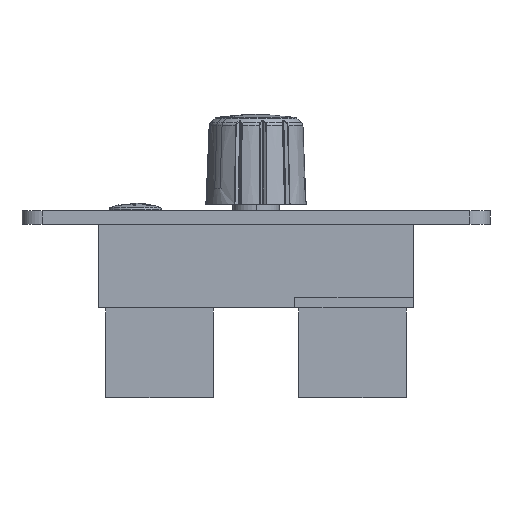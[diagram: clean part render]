
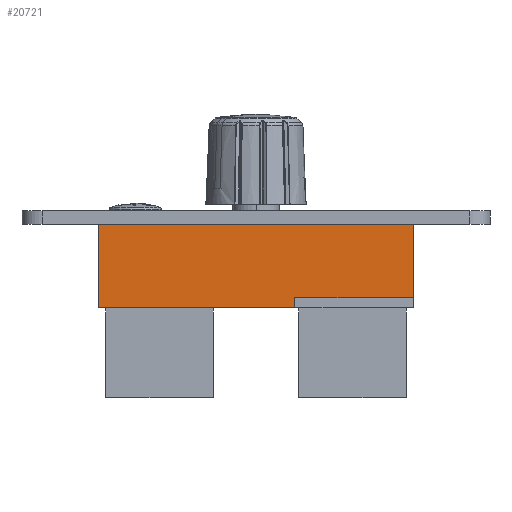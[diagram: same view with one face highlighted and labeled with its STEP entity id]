
A CAD part, front view. The second image highlights one B-rep face of the part: STEP entity #20721.
In plain terms, the highlighted planar face has unit normal (0, -1, 0).
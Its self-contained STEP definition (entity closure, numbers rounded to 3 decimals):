
#414 = DIRECTION ( 'NONE',  ( 0., 0., 1. ) ) ;
#1761 = VERTEX_POINT ( 'NONE', #26302 ) ;
#2028 = CARTESIAN_POINT ( 'NONE',  ( 23.5, -31.5, 0. ) ) ;
#2810 = DIRECTION ( 'NONE',  ( 1., 0., 0. ) ) ;
#4644 = EDGE_CURVE ( 'NONE', #33499, #21289, #7008, .T. ) ;
#5590 = VECTOR ( 'NONE', #14490, 1000. ) ;
#6298 = ORIENTED_EDGE ( 'NONE', *, *, #4644, .T. ) ;
#7008 = LINE ( 'NONE', #16753, #23257 ) ;
#7089 = VECTOR ( 'NONE', #32481, 1000. ) ;
#7150 = ORIENTED_EDGE ( 'NONE', *, *, #29064, .T. ) ;
#7793 = ORIENTED_EDGE ( 'NONE', *, *, #29497, .T. ) ;
#10211 = DIRECTION ( 'NONE',  ( 0., 0., 1. ) ) ;
#10303 = CARTESIAN_POINT ( 'NONE',  ( 23.5, -31.5, -84.119 ) ) ;
#11881 = VERTEX_POINT ( 'NONE', #33306 ) ;
#11948 = ORIENTED_EDGE ( 'NONE', *, *, #28750, .T. ) ;
#12270 = PLANE ( 'NONE',  #13559 ) ;
#12425 = DIRECTION ( 'NONE',  ( 0., 1., 0. ) ) ;
#13046 = EDGE_CURVE ( 'NONE', #1761, #11881, #26912, .T. ) ;
#13559 = AXIS2_PLACEMENT_3D ( 'NONE', #22628, #12425, #10211 ) ;
#13743 = CARTESIAN_POINT ( 'NONE',  ( 23.5, -31.5, -12.5 ) ) ;
#14490 = DIRECTION ( 'NONE',  ( -1., 0., 0. ) ) ;
#14972 = FACE_OUTER_BOUND ( 'NONE', #25779, .T. ) ;
#15564 = DIRECTION ( 'NONE',  ( 0., 0., 1. ) ) ;
#16753 = CARTESIAN_POINT ( 'NONE',  ( 23.5, -31.5, -11. ) ) ;
#18570 = EDGE_CURVE ( 'NONE', #21289, #18864, #23225, .T. ) ;
#18864 = VERTEX_POINT ( 'NONE', #24901 ) ;
#19006 = LINE ( 'NONE', #13743, #30024 ) ;
#19634 = VECTOR ( 'NONE', #414, 1000. ) ;
#19840 = CARTESIAN_POINT ( 'NONE',  ( 5.783, -31.5, -12.5 ) ) ;
#20436 = ORIENTED_EDGE ( 'NONE', *, *, #13046, .F. ) ;
#20721 = ADVANCED_FACE ( 'NONE', ( #14972 ), #12270, .F. ) ;
#21289 = VERTEX_POINT ( 'NONE', #25042 ) ;
#22100 = CARTESIAN_POINT ( 'NONE',  ( -23.5, -31.5, -84.119 ) ) ;
#22628 = CARTESIAN_POINT ( 'NONE',  ( 23.5, -31.5, -84.119 ) ) ;
#23181 = VECTOR ( 'NONE', #15564, 1000. ) ;
#23225 = LINE ( 'NONE', #10303, #23181 ) ;
#23257 = VECTOR ( 'NONE', #27828, 1000. ) ;
#23640 = CARTESIAN_POINT ( 'NONE',  ( 5.783, -31.5, -12.5 ) ) ;
#24901 = CARTESIAN_POINT ( 'NONE',  ( 23.5, -31.5, 0. ) ) ;
#25042 = CARTESIAN_POINT ( 'NONE',  ( 23.5, -31.5, -11. ) ) ;
#25779 = EDGE_LOOP ( 'NONE', ( #11948, #7793, #6298, #26009, #7150, #20436 ) ) ;
#26009 = ORIENTED_EDGE ( 'NONE', *, *, #18570, .T. ) ;
#26302 = CARTESIAN_POINT ( 'NONE',  ( -23.5, -31.5, -12.5 ) ) ;
#26371 = LINE ( 'NONE', #23640, #19634 ) ;
#26464 = CARTESIAN_POINT ( 'NONE',  ( 5.783, -31.5, -11. ) ) ;
#26912 = LINE ( 'NONE', #22100, #7089 ) ;
#27460 = LINE ( 'NONE', #2028, #5590 ) ;
#27828 = DIRECTION ( 'NONE',  ( 1., 0., 0. ) ) ;
#28750 = EDGE_CURVE ( 'NONE', #1761, #30603, #19006, .T. ) ;
#29064 = EDGE_CURVE ( 'NONE', #18864, #11881, #27460, .T. ) ;
#29497 = EDGE_CURVE ( 'NONE', #30603, #33499, #26371, .T. ) ;
#30024 = VECTOR ( 'NONE', #2810, 1000. ) ;
#30603 = VERTEX_POINT ( 'NONE', #19840 ) ;
#32481 = DIRECTION ( 'NONE',  ( 0., 0., 1. ) ) ;
#33306 = CARTESIAN_POINT ( 'NONE',  ( -23.5, -31.5, 0. ) ) ;
#33499 = VERTEX_POINT ( 'NONE', #26464 ) ;
